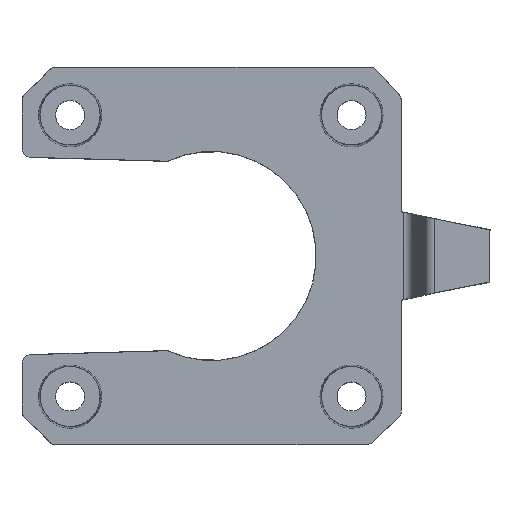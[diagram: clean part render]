
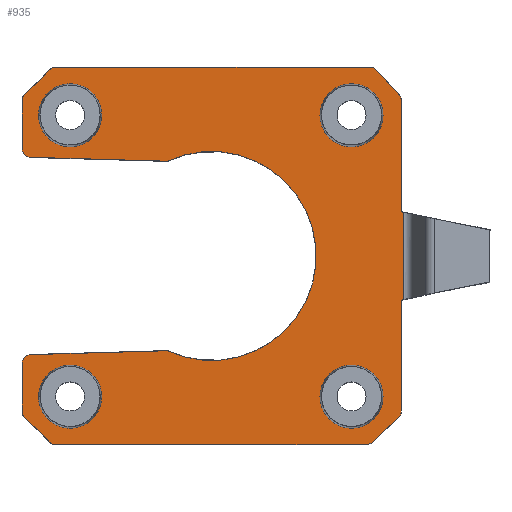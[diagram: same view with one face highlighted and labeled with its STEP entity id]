
A CAD part, top view. The second image highlights one B-rep face of the part: STEP entity #935.
In plain terms, the highlighted planar face has unit normal (0, 0, 1).
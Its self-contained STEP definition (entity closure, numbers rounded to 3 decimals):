
#34=PLANE('',#1016);
#76=LINE('',#1438,#161);
#83=LINE('',#1460,#168);
#91=LINE('',#1479,#176);
#103=LINE('',#1499,#188);
#104=LINE('',#1501,#189);
#105=LINE('',#1505,#190);
#106=LINE('',#1509,#191);
#107=LINE('',#1513,#192);
#108=LINE('',#1517,#193);
#109=LINE('',#1519,#194);
#110=LINE('',#1521,#195);
#111=LINE('',#1525,#196);
#112=LINE('',#1529,#197);
#113=LINE('',#1533,#198);
#114=LINE('',#1537,#199);
#161=VECTOR('',#1150,1000.);
#168=VECTOR('',#1167,1000.);
#176=VECTOR('',#1183,1000.);
#188=VECTOR('',#1207,1000.);
#189=VECTOR('',#1208,1000.);
#190=VECTOR('',#1211,1000.);
#191=VECTOR('',#1214,1000.);
#192=VECTOR('',#1217,1000.);
#193=VECTOR('',#1220,1000.);
#194=VECTOR('',#1223,1000.);
#195=VECTOR('',#1224,1000.);
#196=VECTOR('',#1227,1000.);
#197=VECTOR('',#1230,1000.);
#198=VECTOR('',#1233,1000.);
#199=VECTOR('',#1236,1000.);
#239=FACE_BOUND('',#333,.T.);
#240=FACE_BOUND('',#334,.T.);
#241=FACE_BOUND('',#335,.T.);
#242=FACE_BOUND('',#336,.T.);
#271=FACE_OUTER_BOUND('',#332,.T.);
#332=EDGE_LOOP('',(#722,#723,#724,#725,#726,#727,#728,#729,#730,#731,#732,
#733,#734,#735,#736,#737,#738,#739,#740,#741,#742,#743,#744,#745,#746,#747));
#333=EDGE_LOOP('',(#748));
#334=EDGE_LOOP('',(#749));
#335=EDGE_LOOP('',(#750));
#336=EDGE_LOOP('',(#751));
#378=CIRCLE('',#972,3.475);
#380=CIRCLE('',#975,3.475);
#382=CIRCLE('',#978,3.475);
#384=CIRCLE('',#981,3.475);
#386=CIRCLE('',#984,11.517);
#395=CIRCLE('',#1017,0.983);
#396=CIRCLE('',#1018,0.983);
#397=CIRCLE('',#1019,0.983);
#398=CIRCLE('',#1020,0.983);
#399=CIRCLE('',#1021,0.983);
#400=CIRCLE('',#1022,0.983);
#401=CIRCLE('',#1023,0.983);
#402=CIRCLE('',#1024,0.983);
#403=CIRCLE('',#1025,0.983);
#404=CIRCLE('',#1026,0.983);
#416=VERTEX_POINT('',#1358);
#418=VERTEX_POINT('',#1363);
#420=VERTEX_POINT('',#1368);
#422=VERTEX_POINT('',#1373);
#425=VERTEX_POINT('',#1379);
#426=VERTEX_POINT('',#1381);
#449=VERTEX_POINT('',#1435);
#450=VERTEX_POINT('',#1437);
#459=VERTEX_POINT('',#1457);
#460=VERTEX_POINT('',#1459);
#467=VERTEX_POINT('',#1478);
#469=VERTEX_POINT('',#1498);
#470=VERTEX_POINT('',#1500);
#471=VERTEX_POINT('',#1502);
#472=VERTEX_POINT('',#1504);
#473=VERTEX_POINT('',#1506);
#474=VERTEX_POINT('',#1508);
#475=VERTEX_POINT('',#1510);
#476=VERTEX_POINT('',#1512);
#477=VERTEX_POINT('',#1514);
#478=VERTEX_POINT('',#1516);
#479=VERTEX_POINT('',#1520);
#480=VERTEX_POINT('',#1522);
#481=VERTEX_POINT('',#1524);
#482=VERTEX_POINT('',#1526);
#483=VERTEX_POINT('',#1528);
#484=VERTEX_POINT('',#1530);
#485=VERTEX_POINT('',#1532);
#486=VERTEX_POINT('',#1534);
#487=VERTEX_POINT('',#1536);
#508=EDGE_CURVE('',#416,#416,#378,.T.);
#510=EDGE_CURVE('',#418,#418,#380,.T.);
#512=EDGE_CURVE('',#420,#420,#382,.T.);
#514=EDGE_CURVE('',#422,#422,#384,.T.);
#517=EDGE_CURVE('',#426,#425,#386,.T.);
#542=EDGE_CURVE('',#450,#449,#76,.T.);
#553=EDGE_CURVE('',#460,#459,#83,.T.);
#563=EDGE_CURVE('',#460,#467,#91,.T.);
#575=EDGE_CURVE('',#469,#426,#103,.T.);
#576=EDGE_CURVE('',#425,#470,#104,.T.);
#577=EDGE_CURVE('',#471,#470,#395,.T.);
#578=EDGE_CURVE('',#471,#472,#105,.T.);
#579=EDGE_CURVE('',#473,#472,#396,.T.);
#580=EDGE_CURVE('',#473,#474,#106,.T.);
#581=EDGE_CURVE('',#475,#474,#397,.T.);
#582=EDGE_CURVE('',#475,#476,#107,.T.);
#583=EDGE_CURVE('',#477,#476,#398,.T.);
#584=EDGE_CURVE('',#477,#478,#108,.T.);
#585=EDGE_CURVE('',#478,#467,#399,.T.);
#586=EDGE_CURVE('',#459,#450,#109,.T.);
#587=EDGE_CURVE('',#449,#479,#110,.T.);
#588=EDGE_CURVE('',#480,#479,#400,.T.);
#589=EDGE_CURVE('',#480,#481,#111,.T.);
#590=EDGE_CURVE('',#482,#481,#401,.T.);
#591=EDGE_CURVE('',#482,#483,#112,.T.);
#592=EDGE_CURVE('',#484,#483,#402,.T.);
#593=EDGE_CURVE('',#484,#485,#113,.T.);
#594=EDGE_CURVE('',#486,#485,#403,.T.);
#595=EDGE_CURVE('',#486,#487,#114,.T.);
#596=EDGE_CURVE('',#469,#487,#404,.T.);
#722=ORIENTED_EDGE('',*,*,#575,.T.);
#723=ORIENTED_EDGE('',*,*,#517,.T.);
#724=ORIENTED_EDGE('',*,*,#576,.T.);
#725=ORIENTED_EDGE('',*,*,#577,.F.);
#726=ORIENTED_EDGE('',*,*,#578,.T.);
#727=ORIENTED_EDGE('',*,*,#579,.F.);
#728=ORIENTED_EDGE('',*,*,#580,.T.);
#729=ORIENTED_EDGE('',*,*,#581,.F.);
#730=ORIENTED_EDGE('',*,*,#582,.T.);
#731=ORIENTED_EDGE('',*,*,#583,.F.);
#732=ORIENTED_EDGE('',*,*,#584,.T.);
#733=ORIENTED_EDGE('',*,*,#585,.T.);
#734=ORIENTED_EDGE('',*,*,#563,.F.);
#735=ORIENTED_EDGE('',*,*,#553,.T.);
#736=ORIENTED_EDGE('',*,*,#586,.T.);
#737=ORIENTED_EDGE('',*,*,#542,.T.);
#738=ORIENTED_EDGE('',*,*,#587,.T.);
#739=ORIENTED_EDGE('',*,*,#588,.F.);
#740=ORIENTED_EDGE('',*,*,#589,.T.);
#741=ORIENTED_EDGE('',*,*,#590,.F.);
#742=ORIENTED_EDGE('',*,*,#591,.T.);
#743=ORIENTED_EDGE('',*,*,#592,.F.);
#744=ORIENTED_EDGE('',*,*,#593,.T.);
#745=ORIENTED_EDGE('',*,*,#594,.F.);
#746=ORIENTED_EDGE('',*,*,#595,.T.);
#747=ORIENTED_EDGE('',*,*,#596,.F.);
#748=ORIENTED_EDGE('',*,*,#508,.T.);
#749=ORIENTED_EDGE('',*,*,#510,.T.);
#750=ORIENTED_EDGE('',*,*,#512,.T.);
#751=ORIENTED_EDGE('',*,*,#514,.T.);
#935=ADVANCED_FACE('',(#271,#239,#240,#241,#242),#34,.T.);
#972=AXIS2_PLACEMENT_3D('',#1359,#1075,#1076);
#975=AXIS2_PLACEMENT_3D('',#1364,#1081,#1082);
#978=AXIS2_PLACEMENT_3D('',#1369,#1087,#1088);
#981=AXIS2_PLACEMENT_3D('',#1374,#1093,#1094);
#984=AXIS2_PLACEMENT_3D('',#1382,#1100,#1101);
#1016=AXIS2_PLACEMENT_3D('',#1497,#1205,#1206);
#1017=AXIS2_PLACEMENT_3D('',#1503,#1209,#1210);
#1018=AXIS2_PLACEMENT_3D('',#1507,#1212,#1213);
#1019=AXIS2_PLACEMENT_3D('',#1511,#1215,#1216);
#1020=AXIS2_PLACEMENT_3D('',#1515,#1218,#1219);
#1021=AXIS2_PLACEMENT_3D('',#1518,#1221,#1222);
#1022=AXIS2_PLACEMENT_3D('',#1523,#1225,#1226);
#1023=AXIS2_PLACEMENT_3D('',#1527,#1228,#1229);
#1024=AXIS2_PLACEMENT_3D('',#1531,#1231,#1232);
#1025=AXIS2_PLACEMENT_3D('',#1535,#1234,#1235);
#1026=AXIS2_PLACEMENT_3D('',#1538,#1237,#1238);
#1075=DIRECTION('center_axis',(0.,0.,-1.));
#1076=DIRECTION('ref_axis',(-1.,0.,0.));
#1081=DIRECTION('center_axis',(0.,0.,-1.));
#1082=DIRECTION('ref_axis',(-1.,0.,0.));
#1087=DIRECTION('center_axis',(0.,0.,-1.));
#1088=DIRECTION('ref_axis',(-1.,0.,0.));
#1093=DIRECTION('center_axis',(0.,0.,-1.));
#1094=DIRECTION('ref_axis',(-1.,0.,0.));
#1100=DIRECTION('center_axis',(0.,0.,-1.));
#1101=DIRECTION('ref_axis',(1.,0.,0.));
#1150=DIRECTION('',(-0.981,0.196,0.));
#1167=DIRECTION('',(0.981,0.196,0.));
#1183=DIRECTION('',(0.,-1.,0.));
#1205=DIRECTION('center_axis',(0.,0.,1.));
#1206=DIRECTION('ref_axis',(1.,0.,0.));
#1207=DIRECTION('',(1.,-0.029,0.));
#1208=DIRECTION('',(-1.,-0.029,0.));
#1209=DIRECTION('center_axis',(0.,0.,-1.));
#1210=DIRECTION('ref_axis',(1.,0.,0.));
#1211=DIRECTION('',(0.,-1.,0.));
#1212=DIRECTION('center_axis',(0.,0.,-1.));
#1213=DIRECTION('ref_axis',(1.,0.,0.));
#1214=DIRECTION('',(0.707,-0.707,0.));
#1215=DIRECTION('center_axis',(0.,0.,-1.));
#1216=DIRECTION('ref_axis',(1.,0.,0.));
#1217=DIRECTION('',(1.,0.,0.));
#1218=DIRECTION('center_axis',(0.,0.,-1.));
#1219=DIRECTION('ref_axis',(1.,0.,0.));
#1220=DIRECTION('',(0.728,0.686,0.));
#1221=DIRECTION('center_axis',(0.,0.,1.));
#1222=DIRECTION('ref_axis',(1.,0.,0.));
#1223=DIRECTION('',(0.,1.,0.));
#1224=DIRECTION('',(0.,1.,0.));
#1225=DIRECTION('center_axis',(0.,0.,-1.));
#1226=DIRECTION('ref_axis',(1.,0.,0.));
#1227=DIRECTION('',(-0.673,0.74,0.));
#1228=DIRECTION('center_axis',(0.,0.,-1.));
#1229=DIRECTION('ref_axis',(1.,0.,0.));
#1230=DIRECTION('',(-1.,0.,0.));
#1231=DIRECTION('center_axis',(0.,0.,-1.));
#1232=DIRECTION('ref_axis',(1.,0.,0.));
#1233=DIRECTION('',(-0.707,-0.707,0.));
#1234=DIRECTION('center_axis',(0.,0.,-1.));
#1235=DIRECTION('ref_axis',(1.,0.,0.));
#1236=DIRECTION('',(0.,-1.,0.));
#1237=DIRECTION('center_axis',(0.,0.,-1.));
#1238=DIRECTION('ref_axis',(1.,0.,0.));
#1358=CARTESIAN_POINT('',(33.025,5.5,2.));
#1359=CARTESIAN_POINT('Origin',(36.5,5.5,2.));
#1363=CARTESIAN_POINT('',(2.025,5.5,2.));
#1364=CARTESIAN_POINT('Origin',(5.5,5.5,2.));
#1368=CARTESIAN_POINT('',(33.025,36.5,2.));
#1369=CARTESIAN_POINT('Origin',(36.5,36.5,2.));
#1373=CARTESIAN_POINT('',(2.025,36.5,2.));
#1374=CARTESIAN_POINT('Origin',(5.5,36.5,2.));
#1379=CARTESIAN_POINT('',(16.221,10.563,2.));
#1381=CARTESIAN_POINT('',(16.221,31.437,2.));
#1382=CARTESIAN_POINT('Origin',(21.09,21.,2.));
#1435=CARTESIAN_POINT('',(41.983,25.857,2.));
#1437=CARTESIAN_POINT('',(42.253,25.803,2.));
#1438=CARTESIAN_POINT('',(6.587,32.936,2.));
#1457=CARTESIAN_POINT('',(42.253,16.197,2.));
#1459=CARTESIAN_POINT('',(41.983,16.143,2.));
#1460=CARTESIAN_POINT('',(-1.49,7.448,2.));
#1478=CARTESIAN_POINT('',(41.983,3.932,2.));
#1479=CARTESIAN_POINT('',(41.983,0.,2.));
#1497=CARTESIAN_POINT('Origin',(0.,0.,2.));
#1498=CARTESIAN_POINT('',(1.172,31.869,2.));
#1499=CARTESIAN_POINT('',(0.915,31.876,2.));
#1500=CARTESIAN_POINT('',(1.172,10.131,2.));
#1501=CARTESIAN_POINT('',(-0.289,10.089,2.));
#1502=CARTESIAN_POINT('',(0.217,9.149,2.));
#1503=CARTESIAN_POINT('Origin',(1.2,9.149,2.));
#1504=CARTESIAN_POINT('',(0.217,3.914,2.));
#1505=CARTESIAN_POINT('',(0.217,0.,2.));
#1506=CARTESIAN_POINT('',(0.505,3.219,2.));
#1507=CARTESIAN_POINT('Origin',(1.2,3.914,2.));
#1508=CARTESIAN_POINT('',(3.219,0.505,2.));
#1509=CARTESIAN_POINT('',(1.862,1.862,2.));
#1510=CARTESIAN_POINT('',(3.914,0.217,2.));
#1511=CARTESIAN_POINT('Origin',(3.914,1.2,2.));
#1512=CARTESIAN_POINT('',(38.103,0.217,2.));
#1513=CARTESIAN_POINT('',(0.,0.217,2.));
#1514=CARTESIAN_POINT('',(38.777,0.485,2.));
#1515=CARTESIAN_POINT('Origin',(38.103,1.2,2.));
#1516=CARTESIAN_POINT('',(41.674,3.217,2.));
#1517=CARTESIAN_POINT('',(18.007,-19.098,2.));
#1518=CARTESIAN_POINT('Origin',(41.,3.932,2.));
#1519=CARTESIAN_POINT('',(42.253,0.,2.));
#1520=CARTESIAN_POINT('',(41.983,38.113,2.));
#1521=CARTESIAN_POINT('',(41.983,0.,2.));
#1522=CARTESIAN_POINT('',(41.727,38.774,2.));
#1523=CARTESIAN_POINT('Origin',(41.,38.113,2.));
#1524=CARTESIAN_POINT('',(39.285,41.461,2.));
#1525=CARTESIAN_POINT('',(42.145,38.314,2.));
#1526=CARTESIAN_POINT('',(38.558,41.783,2.));
#1527=CARTESIAN_POINT('Origin',(38.558,40.8,2.));
#1528=CARTESIAN_POINT('',(3.914,41.783,2.));
#1529=CARTESIAN_POINT('',(0.,41.783,2.));
#1530=CARTESIAN_POINT('',(3.219,41.495,2.));
#1531=CARTESIAN_POINT('Origin',(3.914,40.8,2.));
#1532=CARTESIAN_POINT('',(0.505,38.781,2.));
#1533=CARTESIAN_POINT('',(-19.138,19.138,2.));
#1534=CARTESIAN_POINT('',(0.217,38.086,2.));
#1535=CARTESIAN_POINT('Origin',(1.2,38.086,2.));
#1536=CARTESIAN_POINT('',(0.217,32.851,2.));
#1537=CARTESIAN_POINT('',(0.217,0.,2.));
#1538=CARTESIAN_POINT('Origin',(1.2,32.851,2.));
